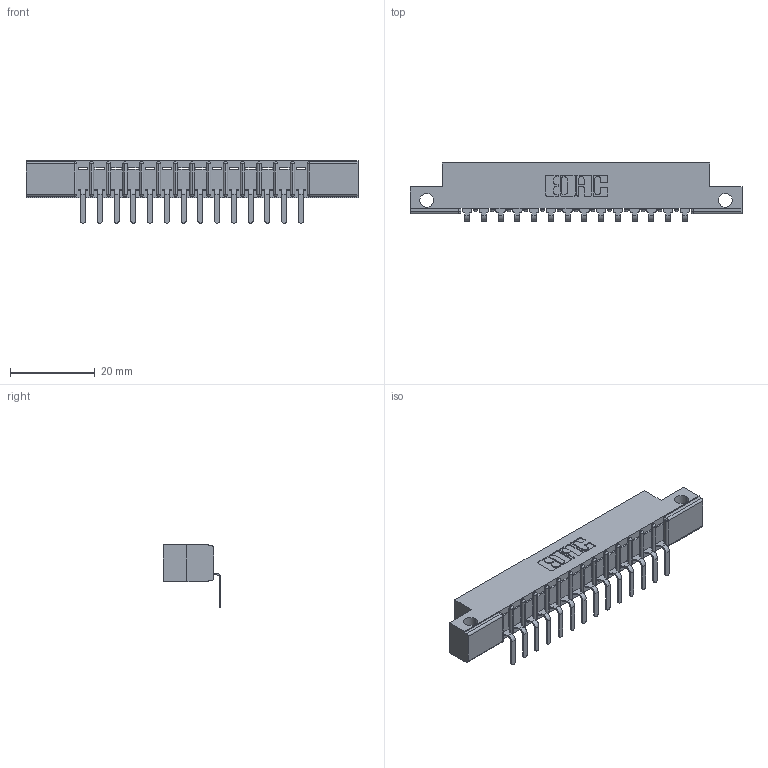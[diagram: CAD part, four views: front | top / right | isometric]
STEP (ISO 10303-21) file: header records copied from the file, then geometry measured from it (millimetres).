
FILE_DESCRIPTION (( 'STEP AP203' ), '1' );
FILE_NAME ('357-014-559-112.STEP', '2022-07-12T23:22:02', ( '' ), ( '' ), 'SwSTEP 2.0', 'SolidWorks 2020', '' );
FILE_SCHEMA (( 'CONFIG_CONTROL_DESIGN' ));
Length unit declared in the file: inch
Products named in the file (3): 307 Part_.128 Dia Side Mounting Holes; 357-014-559-112; 307-290-001_558 559 - 1 (Single)
Assembly tree (15 placements, depth 2):
  357-014-559-112
    307 Part_.128 Dia Side Mounting Holes
    307-290-001_558 559 - 1 (Single)  x14
Bounding box: 78.49 x 13.7 x 14.81 mm (x, y, z)
Volume: 4907 mm3; surface area: 7194.4 mm2
Topology: 15 solids, 15 shells, 973 faces, 2759 edges, 1778 vertices
Faces by surface type: plane 616, cylinder 327, sphere 30
Entity records: 15560 total; most frequent: CARTESIAN_POINT 2612, ORIENTED_EDGE 2598, DIRECTION 2557, EDGE_CURVE 1299, VECTOR 983, LINE 983, VERTEX_POINT 842, AXIS2_PLACEMENT_3D 787
